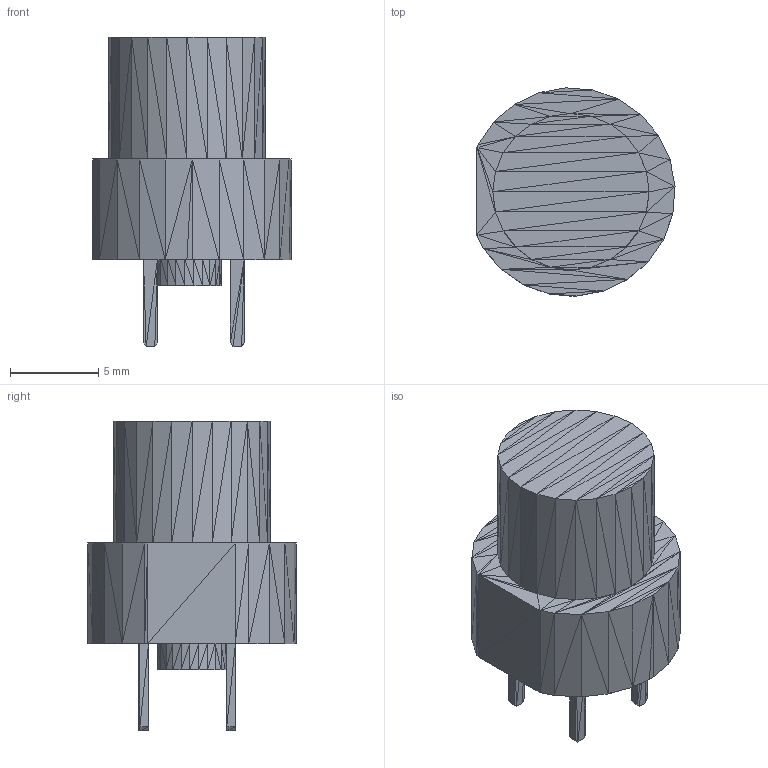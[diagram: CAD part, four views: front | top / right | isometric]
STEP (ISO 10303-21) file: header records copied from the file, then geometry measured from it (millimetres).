
FILE_DESCRIPTION(('FreeCAD Model'),'2;1');
FILE_NAME('D6R30 F1 LFS.step','2018-03-17T00:18:04',('kicad StepUp' ),('ksu MCAD'),'Open CASCADE STEP processor 6.8','FreeCAD','Unknown' );
FILE_SCHEMA(('AUTOMOTIVE_DESIGN_CC2 { 1 2 10303 214 -1 1 5 4 }'));
Length unit declared in the file: millimetre
Products named in the file (2): ASSEMBLY; Compound
Assembly tree (1 placements, depth 2):
  ASSEMBLY
    Compound
Bounding box: 11.22 x 11.8 x 17.52 mm (x, y, z)
Volume: 7.9 mm3; surface area: 687.3 mm2
Topology: 20 solids, 23 shells, 415 faces, 664 edges, 287 vertices
Faces by surface type: plane 415
Entity records: 8719 total; most frequent: DIRECTION 1498, CARTESIAN_POINT 1368, ORIENTED_EDGE 1216, EDGE_CURVE 664, LINE 664, VECTOR 664, AXIS2_PLACEMENT_3D 417, ADVANCED_FACE 415
